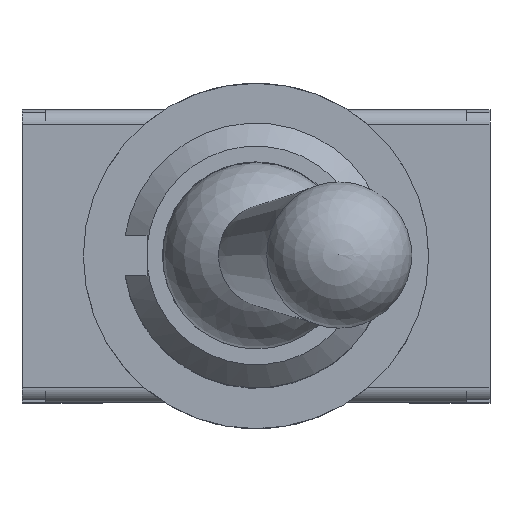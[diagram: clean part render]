
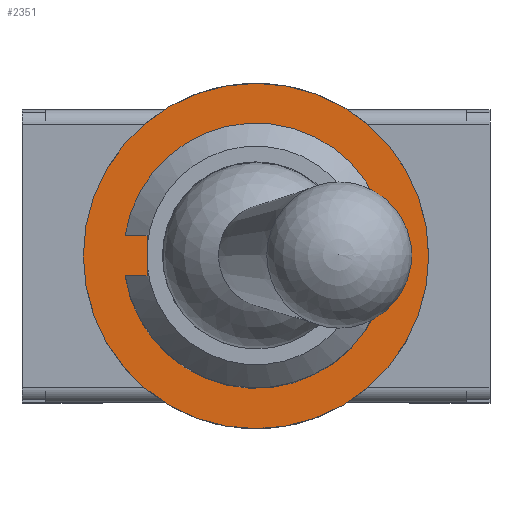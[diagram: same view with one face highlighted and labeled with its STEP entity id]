
A CAD part, top view. The second image highlights one B-rep face of the part: STEP entity #2351.
In plain terms, the highlighted planar face has unit normal (0, 0, 1).
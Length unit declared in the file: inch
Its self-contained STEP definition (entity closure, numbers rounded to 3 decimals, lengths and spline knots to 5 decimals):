
#2238=CARTESIAN_POINT('',(-0.07454,0.01378,0.30866));
#2239=VERTEX_POINT('',#2238);
#2246=CARTESIAN_POINT('',(-0.07454,-0.01378,0.30866));
#2247=VERTEX_POINT('',#2246);
#2248=CARTESIAN_POINT('',(-0.07454,-0.01378,0.30866));
#2249=DIRECTION('',(0.0,1.0,0.0));
#2250=VECTOR('',#2249,0.02756);
#2251=LINE('',#2248,#2250);
#2252=EDGE_CURVE('',#2247,#2239,#2251,.T.);
#2270=CARTESIAN_POINT('',(-0.0895,-0.01378,0.30866));
#2271=VERTEX_POINT('',#2270);
#2272=CARTESIAN_POINT('',(-0.0895,-0.01378,0.30866));
#2273=DIRECTION('',(1.0,0.0,0.0));
#2274=VECTOR('',#2273,0.01496);
#2275=LINE('',#2272,#2274);
#2276=EDGE_CURVE('',#2271,#2247,#2275,.T.);
#2293=CARTESIAN_POINT('',(-0.0895,0.01378,0.30866));
#2294=VERTEX_POINT('',#2293);
#2301=CARTESIAN_POINT('',(-0.07454,0.01378,0.30866));
#2302=DIRECTION('',(-1.0,0.0,0.0));
#2303=VECTOR('',#2302,0.01496);
#2304=LINE('',#2301,#2303);
#2305=EDGE_CURVE('',#2239,#2294,#2304,.T.);
#2318=CARTESIAN_POINT('',(0.,0.,0.30866));
#2319=DIRECTION('',(0.0,0.0,-1.0));
#2320=DIRECTION('',(0.988,0.152,0.0));
#2321=AXIS2_PLACEMENT_3D('',#2318,#2319,#2320);
#2322=CIRCLE('',#2321,0.09055);
#2323=EDGE_CURVE('',#2294,#2271,#2322,.T.);
#2329=CARTESIAN_POINT('',(-0.12992,0.12992,0.30866));
#2330=DIRECTION('',(0.0,0.0,-1.0));
#2331=DIRECTION('',(-1.0,0.0,0.0));
#2332=AXIS2_PLACEMENT_3D('',#2329,#2330,#2331);
#2333=PLANE('',#2332);
#2334=CARTESIAN_POINT('',(-0.11811,0.,0.30866));
#2335=VERTEX_POINT('',#2334);
#2336=CARTESIAN_POINT('',(0.,0.,0.30866));
#2337=DIRECTION('',(0.0,0.0,-1.0));
#2338=DIRECTION('',(1.0,0.0,0.0));
#2339=AXIS2_PLACEMENT_3D('',#2336,#2337,#2338);
#2340=CIRCLE('',#2339,0.11811);
#2341=EDGE_CURVE('',#2335,#2335,#2340,.T.);
#2342=ORIENTED_EDGE('',*,*,#2341,.F.);
#2343=EDGE_LOOP('',(#2342));
#2344=FACE_OUTER_BOUND('',#2343,.T.);
#2345=ORIENTED_EDGE('',*,*,#2276,.T.);
#2346=ORIENTED_EDGE('',*,*,#2252,.T.);
#2347=ORIENTED_EDGE('',*,*,#2305,.T.);
#2348=ORIENTED_EDGE('',*,*,#2323,.T.);
#2349=EDGE_LOOP('',(#2345,#2346,#2347,#2348));
#2350=FACE_BOUND('',#2349,.T.);
#2351=ADVANCED_FACE('',(#2344,#2350),#2333,.F.);
